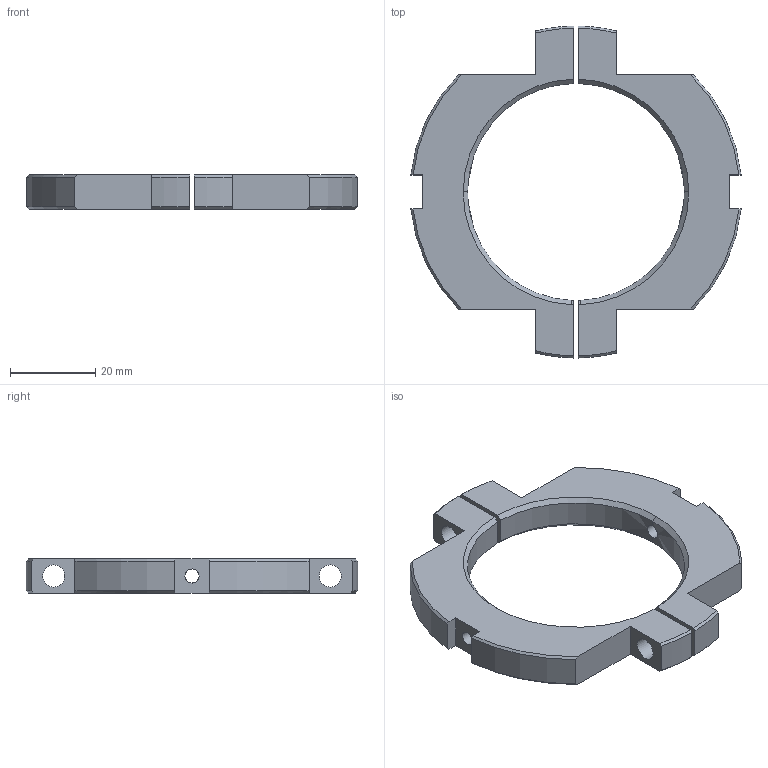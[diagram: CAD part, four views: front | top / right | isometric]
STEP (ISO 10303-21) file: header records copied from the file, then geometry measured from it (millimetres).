
FILE_DESCRIPTION( ( 'STEP AP203' ), '1' );
FILE_NAME( ' ', ' ', ( ' ' ), ( ' ' ), 'PSStep 10.1', ' ', ' ' );
FILE_SCHEMA( ( 'CONFIG_CONTROL_DESIGN' ) );
Length unit declared in the file: millimetre
Products named in the file (2): 1; 2
Bounding box: 77.59 x 77.99 x 8 mm (x, y, z)
Volume: 16515.7 mm3; surface area: 8707.7 mm2
Topology: 2 solids, 2 shells, 70 faces, 198 edges, 130 vertices
Faces by surface type: plane 28, cone 24, cylinder 18
Full cylindrical faces by diameter (mm): 3.3 x2, 5.2 x4
Entity records: 2454 total; most frequent: CARTESIAN_POINT 602, ORIENTED_EDGE 376, DIRECTION 350, EDGE_CURVE 188, AXIS2_PLACEMENT_3D 130, VERTEX_POINT 126, LINE 90, VECTOR 90
